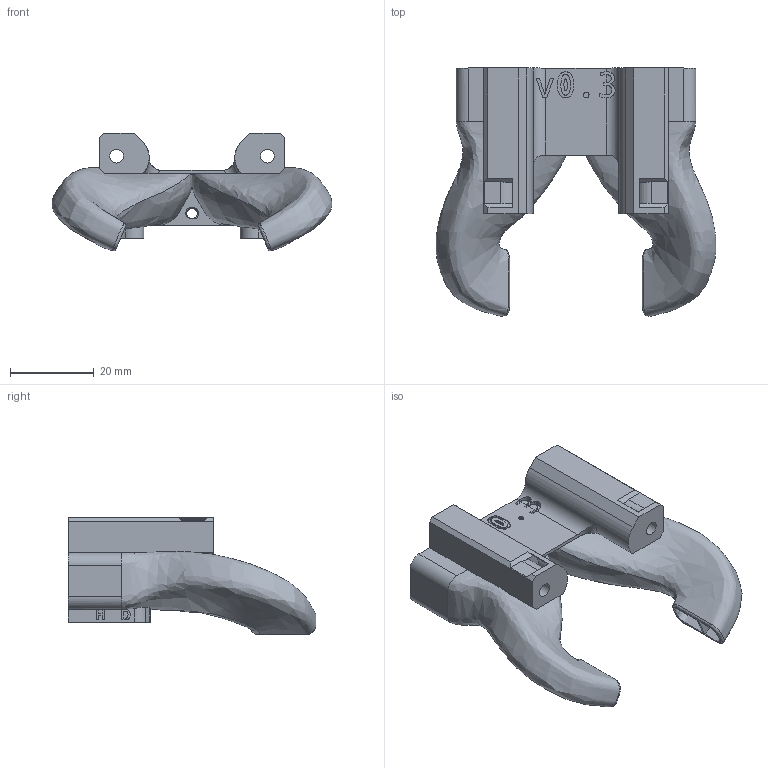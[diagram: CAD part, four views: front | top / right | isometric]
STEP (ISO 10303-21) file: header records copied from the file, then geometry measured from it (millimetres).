
FILE_DESCRIPTION(/* description */ (''),/* implementation_level */ '2;1');
FILE_NAME(/* name */ 'stock_bottom_beacon.step',/* time_stamp */ '2024-04-16T11:53:28+02:00',/* author */ (''),/* organization */ (''),/* preprocessor_version */ 'ST-DEVELOPER v20',/* originating_system */ 'Autodesk Translation Framework v12.14.0.127',/* authorisation */ '');
FILE_SCHEMA (('AUTOMOTIVE_DESIGN { 1 0 10303 214 3 1 1 }'));
Products named in the file (1): stock_bottom_beacon
Bounding box: 66.77 x 59.14 x 28.09 mm (x, y, z)
Volume: 14200.3 mm3; surface area: 19258.3 mm2
Topology: 1 solids, 1 shells, 390 faces, 1162 edges, 784 vertices
Faces by surface type: bspline 158, plane 155, cylinder 69, cone 4, torus 4
Full cylindrical faces by diameter (mm): 2.529 x8, 3.086 x3, 3.3 x2, 4.7 x4
Entity records: 41741 total; most frequent: CARTESIAN_POINT 32473, ORIENTED_EDGE 2324, DIRECTION 1273, EDGE_CURVE 1162, VERTEX_POINT 784, LINE 567, VECTOR 567, B_SPLINE_CURVE_WITH_KNOTS 473
